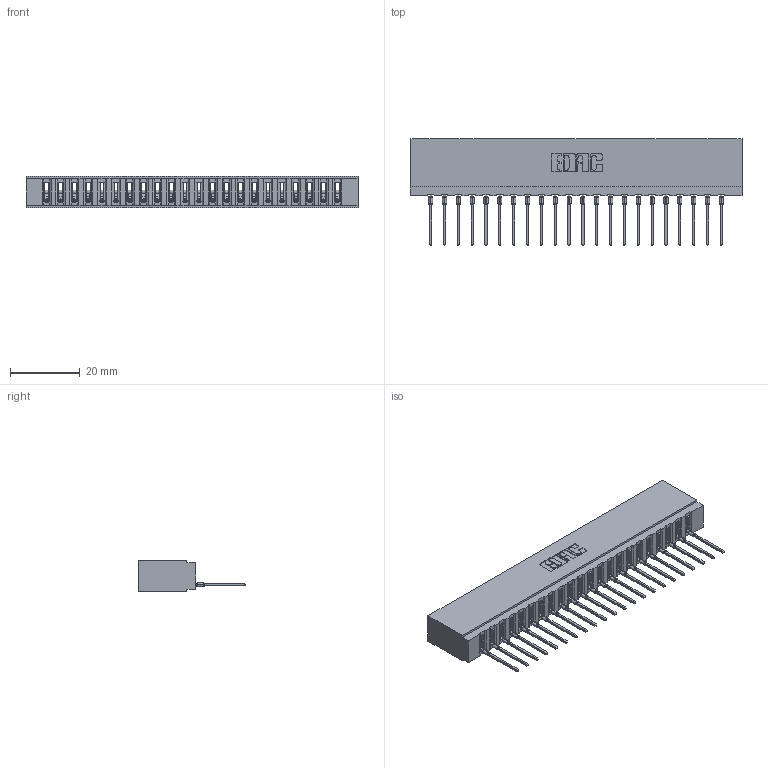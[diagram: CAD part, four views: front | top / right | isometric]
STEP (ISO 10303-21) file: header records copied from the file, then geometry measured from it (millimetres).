
FILE_DESCRIPTION (( 'STEP AP203' ), '1' );
FILE_NAME ('737-022-545-101.STEP', '2026-02-24T22:00:16', ( '' ), ( '' ), 'SwSTEP 2.0', 'SolidWorks 2023', '' );
FILE_SCHEMA (( 'CONFIG_CONTROL_DESIGN' ));
Length unit declared in the file: millimetre
Products named in the file (3): 737-022-545-101; 737 Part_Insulator Option - 01; 745-292-001_545
Assembly tree (23 placements, depth 2):
  737-022-545-101
    737 Part_Insulator Option - 01
    745-292-001_545  x22
Bounding box: 95.05 x 30.62 x 8.89 mm (x, y, z)
Volume: 9321.9 mm3; surface area: 12821.2 mm2
Topology: 23 solids, 23 shells, 2580 faces, 7097 edges, 4482 vertices
Faces by surface type: plane 1550, cylinder 458, bspline 440, torus 132
Entity records: 39757 total; most frequent: CARTESIAN_POINT 7511, ORIENTED_EDGE 6928, DIRECTION 6020, EDGE_CURVE 3464, VECTOR 3150, LINE 3150, VERTEX_POINT 2214, AXIS2_PLACEMENT_3D 1435
